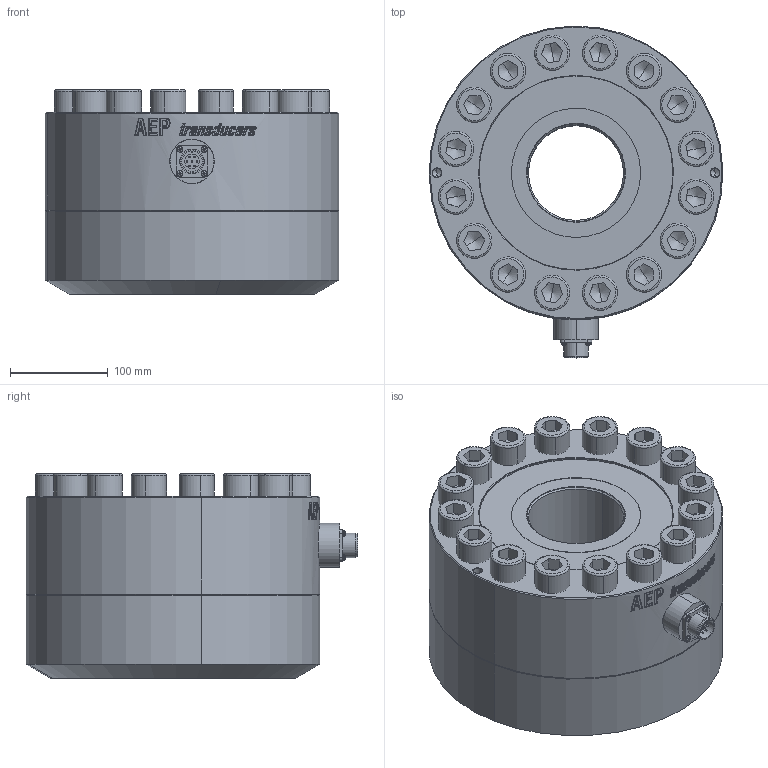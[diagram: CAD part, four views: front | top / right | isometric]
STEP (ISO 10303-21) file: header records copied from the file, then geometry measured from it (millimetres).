
FILE_DESCRIPTION(('STEP AP214'),'1');
FILE_NAME('NEW TC4 2MN with base.stp','2015-10-01T08:55:13',(' '),(' '),'Spatial InterOp 3D',' ',' ');
FILE_SCHEMA(('automotive_design'));
Length unit declared in the file: millimetre
Products named in the file (8): Serie; Screw M24×140; NEW TC4 2MN with base; M3 UNI 7687; Body; Box; MIL-C-5015 7P male; Base plate
Assembly tree (22 placements, depth 3):
  NEW TC4 2MN with base
    Serie
      Screw M24×140  x16
    M3 UNI 7687
    Body
    Box
    MIL-C-5015 7P male
    Base plate
Bounding box: 299.93 x 339 x 209 mm (x, y, z)
Volume: 11792836.8 mm3; surface area: 970490 mm2
Topology: 24 solids, 34 shells, 1347 faces, 3460 edges, 2229 vertices
Faces by surface type: plane 356, cylinder 340, bspline 337, cone 218, torus 88, sphere 8
Entity records: 45464 total; most frequent: CARTESIAN_POINT 15466, ORIENTED_EDGE 4882, DIRECTION 4087, EDGE_CURVE 2461, VERTEX_POINT 1629, AXIS2_PLACEMENT_3D 1592, EDGE_LOOP 1100, STYLED_ITEM 970
